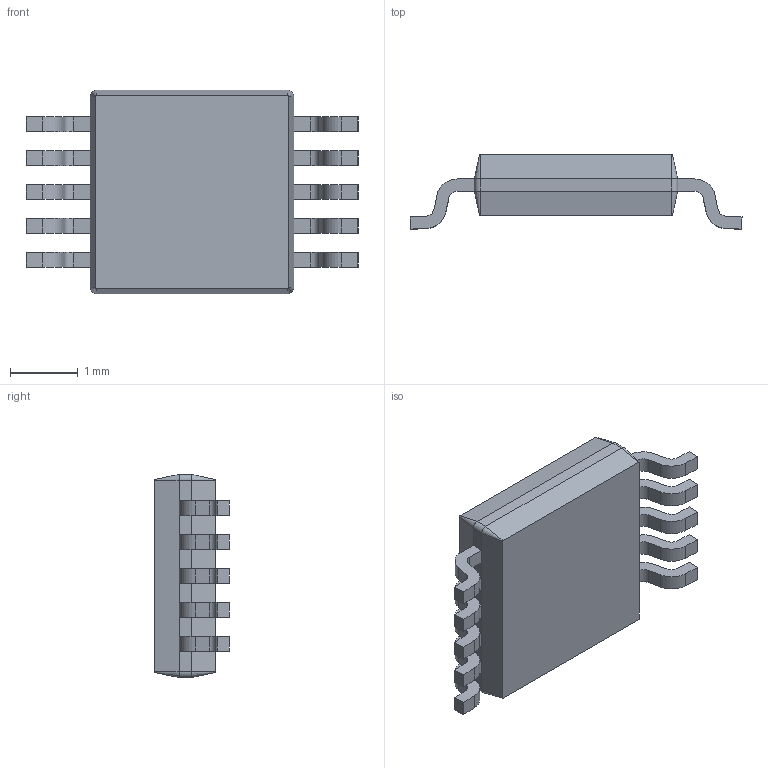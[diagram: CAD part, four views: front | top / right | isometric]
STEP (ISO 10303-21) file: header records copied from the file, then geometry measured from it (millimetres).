
FILE_DESCRIPTION (( 'STEP AP214' ), '1' );
FILE_NAME ('LT6551CMS.STEP', '2023-03-22T16:53:44', ( '' ), ( '' ), 'SwSTEP 2.0', 'SolidWorks 2021', '' );
FILE_SCHEMA (( 'AUTOMOTIVE_DESIGN' ));
Length unit declared in the file: millimetre
Products named in the file (1): LT6551CMS
Bounding box: 4.9 x 1.1 x 3 mm (x, y, z)
Volume: 8.3 mm3; surface area: 38.1 mm2
Topology: 12 solids, 12 shells, 173 faces, 428 edges, 280 vertices
Faces by surface type: plane 117, cylinder 48, cone 8
Entity records: 5231 total; most frequent: CARTESIAN_POINT 882, DIRECTION 880, ORIENTED_EDGE 856, EDGE_CURVE 428, VECTOR 324, LINE 324, VERTEX_POINT 280, AXIS2_PLACEMENT_3D 278
